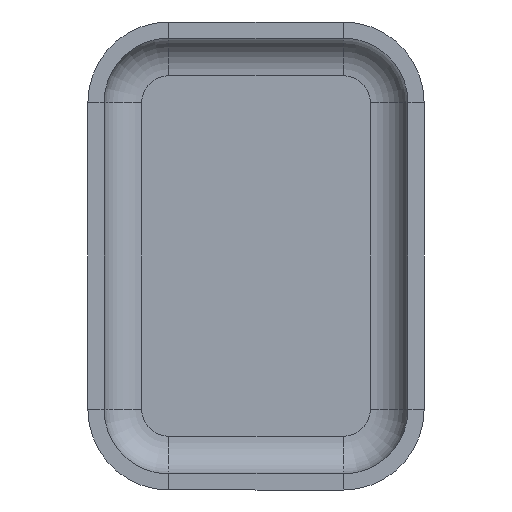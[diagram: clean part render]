
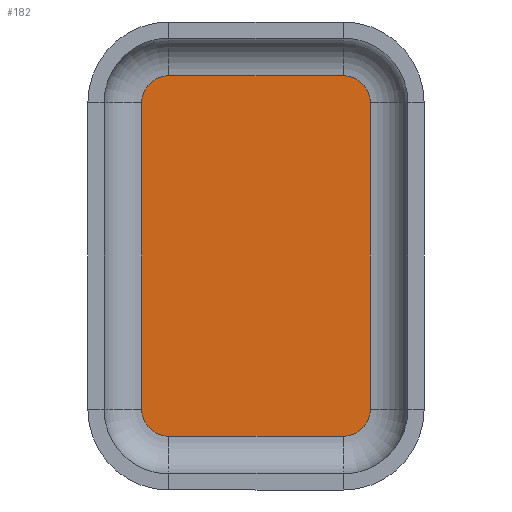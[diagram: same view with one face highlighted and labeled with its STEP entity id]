
A CAD part, front view. The second image highlights one B-rep face of the part: STEP entity #182.
In plain terms, the highlighted planar face has unit normal (0, -1, 0).
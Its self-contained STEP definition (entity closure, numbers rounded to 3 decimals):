
#16 = LINE ( 'NONE', #484, #967 ) ;
#31 = CARTESIAN_POINT ( 'NONE',  ( -2.125, -0.3, -2.85 ) ) ;
#36 = EDGE_CURVE ( 'NONE', #781, #916, #897, .T. ) ;
#45 = DIRECTION ( 'NONE',  ( 0., 1., 0. ) ) ;
#63 = EDGE_CURVE ( 'NONE', #576, #631, #575, .T. ) ;
#77 = EDGE_CURVE ( 'NONE', #631, #121, #479, .T. ) ;
#95 = ORIENTED_EDGE ( 'NONE', *, *, #77, .F. ) ;
#97 = EDGE_CURVE ( 'NONE', #121, #607, #455, .T. ) ;
#98 = VERTEX_POINT ( 'NONE', #1162 ) ;
#105 = AXIS2_PLACEMENT_3D ( 'NONE', #785, #588, #1035 ) ;
#121 = VERTEX_POINT ( 'NONE', #993 ) ;
#139 = CARTESIAN_POINT ( 'NONE',  ( 2.125, -0.3, 2.85 ) ) ;
#143 = CARTESIAN_POINT ( 'NONE',  ( -2.125, -0.3, 2.85 ) ) ;
#146 = VECTOR ( 'NONE', #976, 1000. ) ;
#166 = DIRECTION ( 'NONE',  ( 0., 1., 0. ) ) ;
#182 = ADVANCED_FACE ( 'NONE', ( #573 ), #1088, .F. ) ;
#203 = EDGE_CURVE ( 'NONE', #607, #98, #1026, .T. ) ;
#204 = CIRCLE ( 'NONE', #297, 0.5 ) ;
#218 = EDGE_CURVE ( 'NONE', #916, #576, #1080, .T. ) ;
#239 = CARTESIAN_POINT ( 'NONE',  ( -1.625, -0.3, 3.35 ) ) ;
#249 = AXIS2_PLACEMENT_3D ( 'NONE', #557, #829, #646 ) ;
#278 = ORIENTED_EDGE ( 'NONE', *, *, #97, .F. ) ;
#297 = AXIS2_PLACEMENT_3D ( 'NONE', #504, #681, #962 ) ;
#336 = CARTESIAN_POINT ( 'NONE',  ( 2.125, -0.3, 2.85 ) ) ;
#352 = DIRECTION ( 'NONE',  ( 1., 0., 0. ) ) ;
#409 = DIRECTION ( 'NONE',  ( 0., 0., 1. ) ) ;
#422 = DIRECTION ( 'NONE',  ( 0., 0., -1. ) ) ;
#430 = ORIENTED_EDGE ( 'NONE', *, *, #63, .F. ) ;
#455 = CIRCLE ( 'NONE', #1046, 0.5 ) ;
#479 = LINE ( 'NONE', #336, #550 ) ;
#484 = CARTESIAN_POINT ( 'NONE',  ( -2.125, -0.3, -2.85 ) ) ;
#504 = CARTESIAN_POINT ( 'NONE',  ( -1.625, -0.3, -2.85 ) ) ;
#515 = ORIENTED_EDGE ( 'NONE', *, *, #517, .F. ) ;
#517 = EDGE_CURVE ( 'NONE', #826, #781, #16, .T. ) ;
#550 = VECTOR ( 'NONE', #422, 1000. ) ;
#552 = ORIENTED_EDGE ( 'NONE', *, *, #218, .F. ) ;
#557 = CARTESIAN_POINT ( 'NONE',  ( -1.625, -0.3, -2.85 ) ) ;
#563 = ORIENTED_EDGE ( 'NONE', *, *, #203, .F. ) ;
#573 = FACE_OUTER_BOUND ( 'NONE', #913, .T. ) ;
#575 = CIRCLE ( 'NONE', #625, 0.5 ) ;
#576 = VERTEX_POINT ( 'NONE', #773 ) ;
#583 = DIRECTION ( 'NONE',  ( 0., 0., 1. ) ) ;
#588 = DIRECTION ( 'NONE',  ( 0., 1., 0. ) ) ;
#596 = CARTESIAN_POINT ( 'NONE',  ( 1.625, -0.3, 2.85 ) ) ;
#604 = ORIENTED_EDGE ( 'NONE', *, *, #36, .F. ) ;
#607 = VERTEX_POINT ( 'NONE', #963 ) ;
#625 = AXIS2_PLACEMENT_3D ( 'NONE', #596, #45, #409 ) ;
#631 = VERTEX_POINT ( 'NONE', #139 ) ;
#646 = DIRECTION ( 'NONE',  ( 0., 0., 1. ) ) ;
#681 = DIRECTION ( 'NONE',  ( 0., 1., 0. ) ) ;
#695 = CARTESIAN_POINT ( 'NONE',  ( -1.625, -0.3, 3.35 ) ) ;
#773 = CARTESIAN_POINT ( 'NONE',  ( 1.625, -0.3, 3.35 ) ) ;
#778 = VECTOR ( 'NONE', #352, 1000. ) ;
#781 = VERTEX_POINT ( 'NONE', #143 ) ;
#785 = CARTESIAN_POINT ( 'NONE',  ( -1.625, -0.3, 2.85 ) ) ;
#813 = DIRECTION ( 'NONE',  ( 0., 0., 1. ) ) ;
#826 = VERTEX_POINT ( 'NONE', #31 ) ;
#829 = DIRECTION ( 'NONE',  ( 0., 1., 0. ) ) ;
#863 = EDGE_CURVE ( 'NONE', #98, #826, #204, .T. ) ;
#880 = CARTESIAN_POINT ( 'NONE',  ( 1.625, -0.3, -3.35 ) ) ;
#885 = ORIENTED_EDGE ( 'NONE', *, *, #863, .F. ) ;
#897 = CIRCLE ( 'NONE', #105, 0.5 ) ;
#913 = EDGE_LOOP ( 'NONE', ( #95, #430, #552, #604, #515, #885, #563, #278 ) ) ;
#916 = VERTEX_POINT ( 'NONE', #239 ) ;
#962 = DIRECTION ( 'NONE',  ( 0., 0., 1. ) ) ;
#963 = CARTESIAN_POINT ( 'NONE',  ( 1.625, -0.3, -3.35 ) ) ;
#967 = VECTOR ( 'NONE', #583, 1000. ) ;
#976 = DIRECTION ( 'NONE',  ( -1., 0., 0. ) ) ;
#993 = CARTESIAN_POINT ( 'NONE',  ( 2.125, -0.3, -2.85 ) ) ;
#1026 = LINE ( 'NONE', #880, #146 ) ;
#1035 = DIRECTION ( 'NONE',  ( 0., 0., 1. ) ) ;
#1046 = AXIS2_PLACEMENT_3D ( 'NONE', #1067, #166, #813 ) ;
#1067 = CARTESIAN_POINT ( 'NONE',  ( 1.625, -0.3, -2.85 ) ) ;
#1080 = LINE ( 'NONE', #695, #778 ) ;
#1088 = PLANE ( 'NONE',  #249 ) ;
#1162 = CARTESIAN_POINT ( 'NONE',  ( -1.625, -0.3, -3.35 ) ) ;
